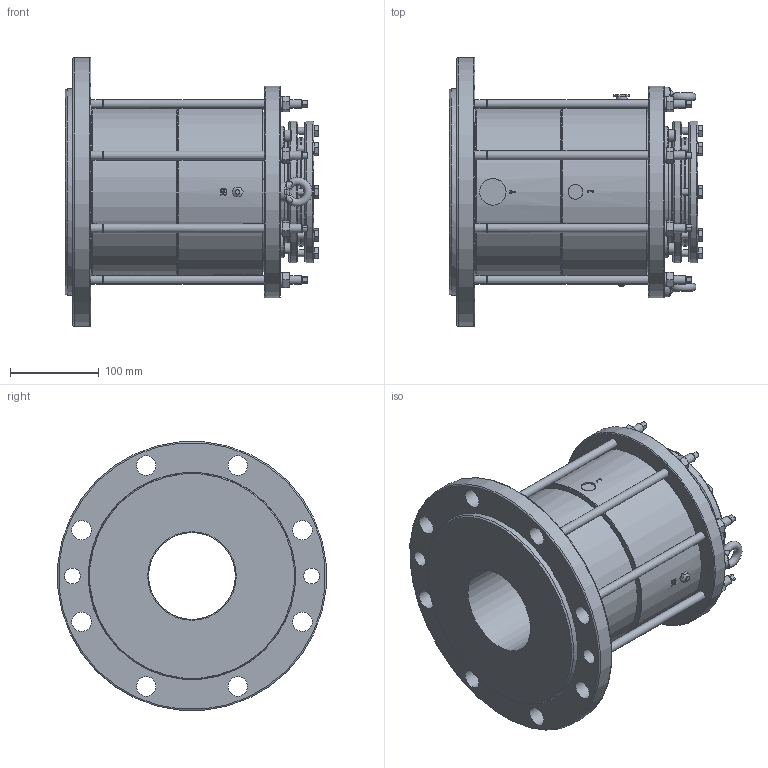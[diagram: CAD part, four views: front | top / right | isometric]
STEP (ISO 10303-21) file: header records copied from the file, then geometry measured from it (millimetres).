
FILE_DESCRIPTION(/* description */ ('Unknown'),/* implementation_level */ '2;1');
FILE_NAME(/* name */ '100mm',/* time_stamp */ '2023-04-13T16:54:41+01:00',/* author */ ('Unknown'),/* organization */ ('Unknown'),/* preprocessor_version */ 'ST-DEVELOPER v18.102',/* originating_system */ 'Solid Edge',/* authorisation */ 'Unknown');
FILE_SCHEMA (('AUTOMOTIVE_DESIGN {1 0 10303 214 3 1 1}'));
Length unit declared in the file: millimetre
Products named in the file (1): 100mm
Bounding box: 286.02 x 303.39 x 303.39 mm (x, y, z)
Volume: 7069310.2 mm3; surface area: 572212.9 mm2
Topology: 1 solids, 1 shells, 822 faces, 2108 edges, 1328 vertices
Faces by surface type: plane 354, cone 201, cylinder 196, bspline 40, torus 29, sphere 2
Full cylindrical faces by diameter (mm): 2.5 x4, 3.175 x1, 4.94 x1, 6 x2, 8 x8, 10 x32, 12.5 x1, 13 x4, 16.002 x1, 16.5 x1, 18 x2, 22 x10, 30 x2, 39.624 x4, 98 x3, 98.171 x1, 100 x1, 113.919 x2, 118.745 x1, 160.299 x2, 179.908 x1, 188.087 x1, 189.992 x1, 200.99 x1, 233.782 x1, 239.268 x1, 304.546 x1
Entity records: 31305 total; most frequent: CARTESIAN_POINT 7385, ORIENTED_EDGE 3638, DIRECTION 3573, EDGE_CURVE 1819, AXIS2_PLACEMENT_3D 1477, VERTEX_POINT 1221, FACE_BOUND 1176, EDGE_LOOP 1172
